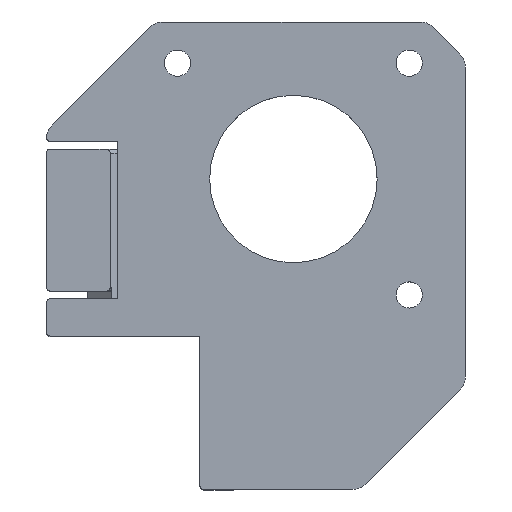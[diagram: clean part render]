
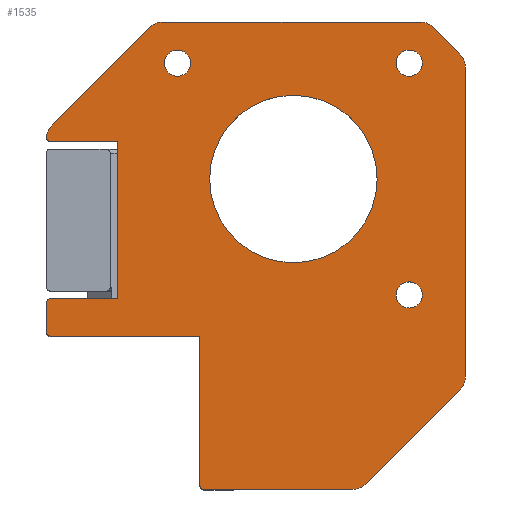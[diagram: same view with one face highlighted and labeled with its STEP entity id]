
A CAD part, top view. The second image highlights one B-rep face of the part: STEP entity #1535.
In plain terms, the highlighted planar face has unit normal (0, 0, 1).
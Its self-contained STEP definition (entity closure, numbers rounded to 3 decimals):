
#47=FACE_BOUND('',#363,.T.);
#48=FACE_BOUND('',#364,.T.);
#49=FACE_BOUND('',#365,.T.);
#50=FACE_BOUND('',#366,.T.);
#111=CIRCLE('',#1659,1.75);
#113=CIRCLE('',#1663,0.5);
#117=CIRCLE('',#1669,0.5);
#118=CIRCLE('',#1674,1.75);
#119=CIRCLE('',#1676,1.75);
#121=CIRCLE('',#1681,2.5);
#122=CIRCLE('',#1684,2.5);
#123=CIRCLE('',#1687,2.5);
#124=CIRCLE('',#1690,2.5);
#125=CIRCLE('',#1693,2.5);
#126=CIRCLE('',#1696,2.5);
#127=CIRCLE('',#1698,0.5);
#129=CIRCLE('',#1703,11.2);
#139=CIRCLE('',#1722,0.5);
#260=FACE_OUTER_BOUND('',#362,.T.);
#362=EDGE_LOOP('',(#1367,#1368,#1369,#1370,#1371,#1372,#1373,#1374,#1375,
#1376,#1377,#1378,#1379,#1380,#1381,#1382,#1383,#1384,#1385,#1386,#1387,
#1388));
#363=EDGE_LOOP('',(#1389));
#364=EDGE_LOOP('',(#1390));
#365=EDGE_LOOP('',(#1391));
#366=EDGE_LOOP('',(#1392));
#394=LINE('',#2267,#519);
#452=LINE('',#2517,#577);
#455=LINE('',#2529,#580);
#465=LINE('',#2562,#590);
#469=LINE('',#2571,#594);
#472=LINE('',#2579,#597);
#475=LINE('',#2587,#600);
#478=LINE('',#2595,#603);
#481=LINE('',#2603,#606);
#485=LINE('',#2615,#610);
#490=LINE('',#2628,#615);
#493=LINE('',#2687,#618);
#519=VECTOR('',#1781,10.);
#577=VECTOR('',#2025,10.);
#580=VECTOR('',#2036,10.);
#590=VECTOR('',#2076,10.);
#594=VECTOR('',#2086,10.);
#597=VECTOR('',#2095,10.);
#600=VECTOR('',#2104,10.);
#603=VECTOR('',#2113,10.);
#606=VECTOR('',#2122,10.);
#610=VECTOR('',#2136,10.);
#615=VECTOR('',#2153,10.);
#618=VECTOR('',#2186,10.);
#645=VERTEX_POINT('',#2264);
#646=VERTEX_POINT('',#2266);
#725=VERTEX_POINT('',#2506);
#726=VERTEX_POINT('',#2510);
#729=VERTEX_POINT('',#2515);
#731=VERTEX_POINT('',#2521);
#732=VERTEX_POINT('',#2525);
#734=VERTEX_POINT('',#2528);
#738=VERTEX_POINT('',#2539);
#739=VERTEX_POINT('',#2548);
#740=VERTEX_POINT('',#2552);
#742=VERTEX_POINT('',#2560);
#743=VERTEX_POINT('',#2565);
#744=VERTEX_POINT('',#2569);
#745=VERTEX_POINT('',#2573);
#746=VERTEX_POINT('',#2577);
#747=VERTEX_POINT('',#2581);
#748=VERTEX_POINT('',#2585);
#749=VERTEX_POINT('',#2589);
#750=VERTEX_POINT('',#2593);
#751=VERTEX_POINT('',#2597);
#752=VERTEX_POINT('',#2601);
#753=VERTEX_POINT('',#2605);
#754=VERTEX_POINT('',#2609);
#755=VERTEX_POINT('',#2613);
#757=VERTEX_POINT('',#2621);
#792=EDGE_CURVE('',#645,#646,#394,.T.);
#905=EDGE_CURVE('',#725,#725,#111,.T.);
#909=EDGE_CURVE('',#729,#726,#452,.T.);
#912=EDGE_CURVE('',#729,#731,#113,.T.);
#914=EDGE_CURVE('',#732,#734,#455,.F.);
#921=EDGE_CURVE('',#738,#732,#117,.T.);
#925=EDGE_CURVE('',#739,#739,#118,.T.);
#927=EDGE_CURVE('',#740,#740,#119,.T.);
#931=EDGE_CURVE('',#742,#738,#465,.F.);
#933=EDGE_CURVE('',#743,#742,#121,.T.);
#936=EDGE_CURVE('',#744,#743,#469,.T.);
#938=EDGE_CURVE('',#744,#745,#122,.T.);
#940=EDGE_CURVE('',#746,#745,#472,.T.);
#941=EDGE_CURVE('',#746,#747,#123,.T.);
#944=EDGE_CURVE('',#747,#748,#475,.T.);
#946=EDGE_CURVE('',#748,#749,#124,.T.);
#948=EDGE_CURVE('',#750,#749,#478,.T.);
#950=EDGE_CURVE('',#750,#751,#125,.T.);
#952=EDGE_CURVE('',#752,#751,#481,.T.);
#954=EDGE_CURVE('',#752,#753,#126,.T.);
#956=EDGE_CURVE('',#753,#754,#127,.T.);
#958=EDGE_CURVE('',#755,#754,#485,.T.);
#961=EDGE_CURVE('',#757,#757,#129,.T.);
#965=EDGE_CURVE('',#734,#731,#490,.T.);
#978=EDGE_CURVE('',#646,#755,#493,.T.);
#979=EDGE_CURVE('',#645,#726,#139,.T.);
#1367=ORIENTED_EDGE('',*,*,#921,.F.);
#1368=ORIENTED_EDGE('',*,*,#931,.F.);
#1369=ORIENTED_EDGE('',*,*,#933,.F.);
#1370=ORIENTED_EDGE('',*,*,#936,.F.);
#1371=ORIENTED_EDGE('',*,*,#938,.T.);
#1372=ORIENTED_EDGE('',*,*,#940,.F.);
#1373=ORIENTED_EDGE('',*,*,#941,.T.);
#1374=ORIENTED_EDGE('',*,*,#944,.T.);
#1375=ORIENTED_EDGE('',*,*,#946,.T.);
#1376=ORIENTED_EDGE('',*,*,#948,.F.);
#1377=ORIENTED_EDGE('',*,*,#950,.T.);
#1378=ORIENTED_EDGE('',*,*,#952,.F.);
#1379=ORIENTED_EDGE('',*,*,#954,.T.);
#1380=ORIENTED_EDGE('',*,*,#956,.T.);
#1381=ORIENTED_EDGE('',*,*,#958,.F.);
#1382=ORIENTED_EDGE('',*,*,#978,.F.);
#1383=ORIENTED_EDGE('',*,*,#792,.F.);
#1384=ORIENTED_EDGE('',*,*,#979,.T.);
#1385=ORIENTED_EDGE('',*,*,#909,.F.);
#1386=ORIENTED_EDGE('',*,*,#912,.T.);
#1387=ORIENTED_EDGE('',*,*,#965,.F.);
#1388=ORIENTED_EDGE('',*,*,#914,.F.);
#1389=ORIENTED_EDGE('',*,*,#925,.F.);
#1390=ORIENTED_EDGE('',*,*,#927,.F.);
#1391=ORIENTED_EDGE('',*,*,#905,.F.);
#1392=ORIENTED_EDGE('',*,*,#961,.F.);
#1455=PLANE('',#1721);
#1535=ADVANCED_FACE('',(#260,#47,#48,#49,#50),#1455,.T.);
#1659=AXIS2_PLACEMENT_3D('',#2508,#2018,#2019);
#1663=AXIS2_PLACEMENT_3D('',#2523,#2031,#2032);
#1669=AXIS2_PLACEMENT_3D('',#2541,#2048,#2049);
#1674=AXIS2_PLACEMENT_3D('',#2550,#2061,#2062);
#1676=AXIS2_PLACEMENT_3D('',#2554,#2066,#2067);
#1681=AXIS2_PLACEMENT_3D('',#2566,#2080,#2081);
#1684=AXIS2_PLACEMENT_3D('',#2575,#2090,#2091);
#1687=AXIS2_PLACEMENT_3D('',#2582,#2098,#2099);
#1690=AXIS2_PLACEMENT_3D('',#2591,#2108,#2109);
#1693=AXIS2_PLACEMENT_3D('',#2599,#2117,#2118);
#1696=AXIS2_PLACEMENT_3D('',#2607,#2126,#2127);
#1698=AXIS2_PLACEMENT_3D('',#2611,#2131,#2132);
#1703=AXIS2_PLACEMENT_3D('',#2622,#2144,#2145);
#1721=AXIS2_PLACEMENT_3D('',#2688,#2187,#2188);
#1722=AXIS2_PLACEMENT_3D('',#2689,#2189,#2190);
#1781=DIRECTION('',(1.,0.,0.));
#2018=DIRECTION('center_axis',(0.,0.,1.));
#2019=DIRECTION('ref_axis',(-1.,0.,0.));
#2025=DIRECTION('',(0.,1.,0.));
#2031=DIRECTION('center_axis',(0.,0.,1.));
#2032=DIRECTION('ref_axis',(-0.707,-0.707,0.));
#2036=DIRECTION('',(0.,-1.,0.));
#2048=DIRECTION('center_axis',(0.,0.,-1.));
#2049=DIRECTION('ref_axis',(-0.707,-0.707,0.));
#2061=DIRECTION('center_axis',(0.,0.,1.));
#2062=DIRECTION('ref_axis',(-1.,0.,0.));
#2066=DIRECTION('center_axis',(0.,0.,1.));
#2067=DIRECTION('ref_axis',(-1.,0.,0.));
#2076=DIRECTION('',(1.,0.,0.));
#2080=DIRECTION('center_axis',(0.,0.,-1.));
#2081=DIRECTION('ref_axis',(0.383,-0.924,0.));
#2086=DIRECTION('',(-0.707,-0.707,0.));
#2090=DIRECTION('center_axis',(0.,0.,1.));
#2091=DIRECTION('ref_axis',(0.924,-0.383,0.));
#2095=DIRECTION('',(0.,-1.,0.));
#2098=DIRECTION('center_axis',(0.,0.,1.));
#2099=DIRECTION('ref_axis',(0.924,0.383,0.));
#2104=DIRECTION('',(-0.707,0.707,0.));
#2108=DIRECTION('center_axis',(0.,0.,1.));
#2109=DIRECTION('ref_axis',(0.383,0.924,0.));
#2113=DIRECTION('',(1.,0.,0.));
#2117=DIRECTION('center_axis',(0.,0.,1.));
#2118=DIRECTION('ref_axis',(-0.383,0.924,0.));
#2122=DIRECTION('',(0.707,0.707,0.));
#2126=DIRECTION('center_axis',(0.,0.,1.));
#2127=DIRECTION('ref_axis',(-0.924,0.383,0.));
#2131=DIRECTION('center_axis',(0.,0.,1.));
#2132=DIRECTION('ref_axis',(0.,1.,0.));
#2136=DIRECTION('',(-1.,0.,0.));
#2144=DIRECTION('center_axis',(0.,0.,1.));
#2145=DIRECTION('ref_axis',(-1.,0.,0.));
#2153=DIRECTION('',(-1.,0.,0.));
#2186=DIRECTION('',(0.,1.,0.));
#2187=DIRECTION('center_axis',(0.,0.,1.));
#2188=DIRECTION('ref_axis',(1.,0.,0.));
#2189=DIRECTION('center_axis',(0.,0.,1.));
#2190=DIRECTION('ref_axis',(-0.707,0.707,0.));
#2264=CARTESIAN_POINT('',(-34.5,-16.,0.));
#2266=CARTESIAN_POINT('',(-25.5,-16.,0.));
#2267=CARTESIAN_POINT('',(-15.443,-16.,0.));
#2506=CARTESIAN_POINT('',(-15.75,15.5,0.));
#2508=CARTESIAN_POINT('Origin',(-17.5,15.5,0.));
#2510=CARTESIAN_POINT('',(-35.,-16.5,0.));
#2515=CARTESIAN_POINT('',(-35.,-20.5,0.));
#2517=CARTESIAN_POINT('',(-35.,-21.,0.));
#2521=CARTESIAN_POINT('',(-34.5,-21.,0.));
#2523=CARTESIAN_POINT('Origin',(-34.5,-20.5,0.));
#2525=CARTESIAN_POINT('',(-14.5,-41.,0.));
#2528=CARTESIAN_POINT('',(-14.5,-21.,0.));
#2529=CARTESIAN_POINT('',(-14.5,-15.341,0.));
#2539=CARTESIAN_POINT('',(-14.,-41.5,0.));
#2541=CARTESIAN_POINT('Origin',(-14.,-41.,0.));
#2548=CARTESIAN_POINT('',(15.25,15.5,0.));
#2550=CARTESIAN_POINT('Origin',(13.5,15.5,0.));
#2552=CARTESIAN_POINT('',(15.25,-15.5,0.));
#2554=CARTESIAN_POINT('Origin',(13.5,-15.5,0.));
#2560=CARTESIAN_POINT('',(5.964,-41.5,0.));
#2562=CARTESIAN_POINT('',(-5.943,-41.5,0.));
#2565=CARTESIAN_POINT('',(7.732,-40.768,0.));
#2566=CARTESIAN_POINT('Origin',(5.964,-39.,0.));
#2569=CARTESIAN_POINT('',(20.268,-28.232,0.));
#2571=CARTESIAN_POINT('',(21.,-27.5,0.));
#2573=CARTESIAN_POINT('',(21.,-26.464,0.));
#2575=CARTESIAN_POINT('Origin',(18.5,-26.464,0.));
#2577=CARTESIAN_POINT('',(21.,14.964,0.));
#2579=CARTESIAN_POINT('',(21.,21.,0.));
#2581=CARTESIAN_POINT('',(20.268,16.732,0.));
#2582=CARTESIAN_POINT('Origin',(18.5,14.964,0.));
#2585=CARTESIAN_POINT('',(16.732,20.268,0.));
#2587=CARTESIAN_POINT('',(19.824,17.176,0.));
#2589=CARTESIAN_POINT('',(14.964,21.,0.));
#2591=CARTESIAN_POINT('Origin',(14.964,18.5,0.));
#2593=CARTESIAN_POINT('',(-19.464,21.,0.));
#2595=CARTESIAN_POINT('',(-20.5,21.,0.));
#2597=CARTESIAN_POINT('',(-21.232,20.268,0.));
#2599=CARTESIAN_POINT('Origin',(-19.464,18.5,0.));
#2601=CARTESIAN_POINT('',(-34.268,7.232,0.));
#2603=CARTESIAN_POINT('',(-35.,6.5,0.));
#2605=CARTESIAN_POINT('',(-35.,5.509,0.));
#2607=CARTESIAN_POINT('Origin',(-32.5,5.464,0.));
#2609=CARTESIAN_POINT('',(-34.5,5.,0.));
#2611=CARTESIAN_POINT('Origin',(-34.5,5.5,0.));
#2613=CARTESIAN_POINT('',(-25.5,5.,0.));
#2615=CARTESIAN_POINT('',(-14.943,5.,0.));
#2621=CARTESIAN_POINT('',(9.2,0.,0.));
#2622=CARTESIAN_POINT('Origin',(-2.,0.,0.));
#2628=CARTESIAN_POINT('',(-7.5,-21.,0.));
#2687=CARTESIAN_POINT('',(-25.5,-12.841,0.));
#2688=CARTESIAN_POINT('Origin',(-4.386,-9.683,0.));
#2689=CARTESIAN_POINT('Origin',(-34.5,-16.5,0.));
